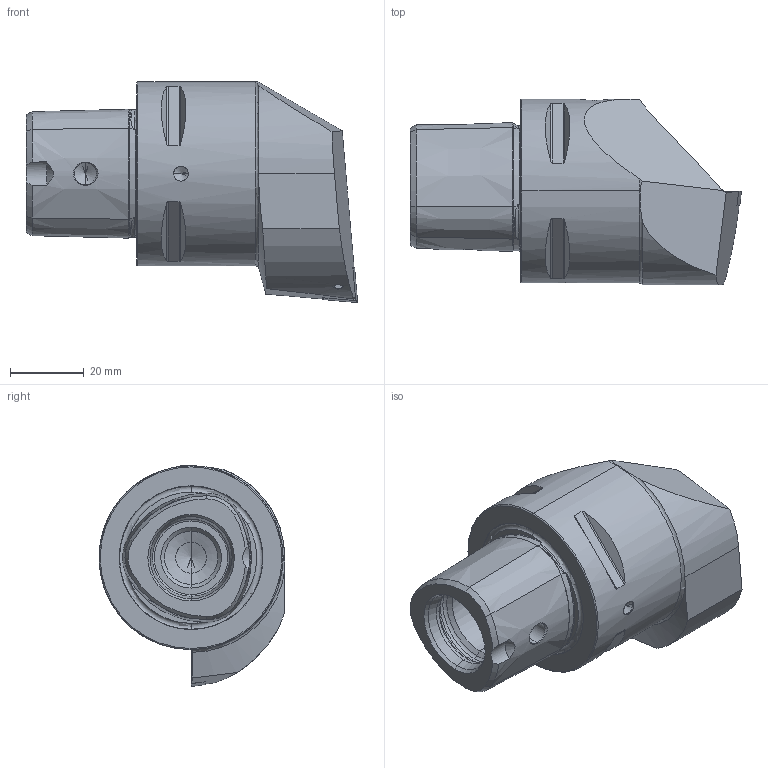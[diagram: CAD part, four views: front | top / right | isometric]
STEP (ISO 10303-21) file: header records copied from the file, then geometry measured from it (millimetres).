
FILE_DESCRIPTION (( 'STEP AP214' ), '1' );
FILE_NAME ('PS5.KCB.RLA.060-HP.STEP', '2024-06-05T10:26:51', ( '' ), ( '' ), 'SwSTEP 2.0', 'SolidWorks 2022', '' );
FILE_SCHEMA (( 'AUTOMOTIVE_DESIGN' ));
Length unit declared in the file: millimetre
Products named in the file (11): DIN 3771 - 6.5x1.5; PS5.KCB.RLA.060-HP; CHP-PCX.000.022_Düse; DIN 3771 - 13x1; PS5-KCB.RLA.060-HP_A; ISO 8752 2x8; WCB-ER2.001.009_A; CHP-PCX.000.022_B; DIN 7991 - M5x18; CCMT09T304; CHP-ER1.008.014_A
Assembly tree (10 placements, depth 3):
  PS5.KCB.RLA.060-HP
    PS5-KCB.RLA.060-HP_A
    CHP-PCX.000.022_Düse
      CHP-PCX.000.022_B
      DIN 3771 - 13x1
      DIN 3771 - 6.5x1.5
      DIN 7991 - M5x18
    ISO 8752 2x8
    CHP-ER1.008.014_A
    WCB-ER2.001.009_A
    CCMT09T304
Bounding box: 90 x 50.5 x 60.05 mm (x, y, z)
Volume: 103118.7 mm3; surface area: 23277.7 mm2
Topology: 9 solids, 9 shells, 484 faces, 1189 edges, 706 vertices
Faces by surface type: cylinder 134, cone 129, plane 101, torus 68, bspline 50, sphere 2
Entity records: 18364 total; most frequent: CARTESIAN_POINT 7110, ORIENTED_EDGE 2318, DIRECTION 2141, EDGE_CURVE 1159, AXIS2_PLACEMENT_3D 875, VERTEX_POINT 706, EDGE_LOOP 517, FACE_OUTER_BOUND 484
